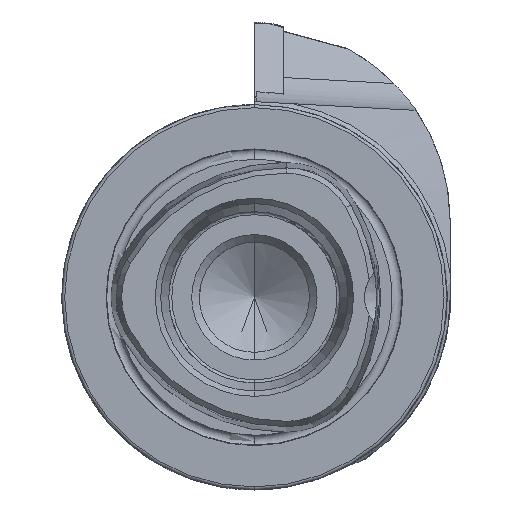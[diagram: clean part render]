
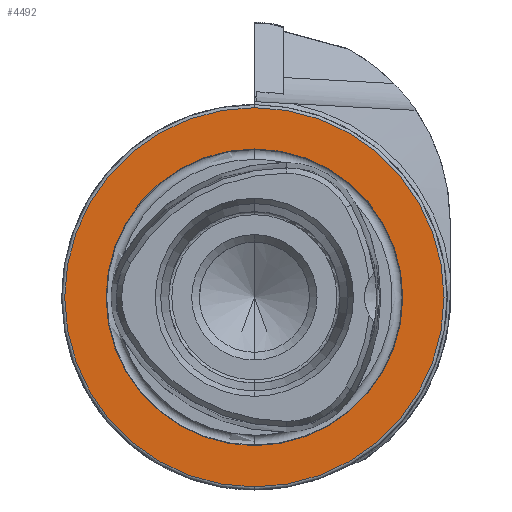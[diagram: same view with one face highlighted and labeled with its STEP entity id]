
A CAD part, left-side view. The second image highlights one B-rep face of the part: STEP entity #4492.
In plain terms, the highlighted planar face has unit normal (-1, 0, 0).
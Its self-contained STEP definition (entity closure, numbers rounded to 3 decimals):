
#75 = DIRECTION ( 'NONE',  ( -1., 0., 0. ) ) ;
#115 = DIRECTION ( 'NONE',  ( 0., 0., 1. ) ) ;
#275 = AXIS2_PLACEMENT_3D ( 'NONE', #6495, #75, #115 ) ;
#373 = ORIENTED_EDGE ( 'NONE', *, *, #1274, .F. ) ;
#1274 = EDGE_CURVE ( 'NONE', #4306, #2304, #1615, .T. ) ;
#1360 = DIRECTION ( 'NONE',  ( 1., 0., 0. ) ) ;
#1397 = AXIS2_PLACEMENT_3D ( 'NONE', #5046, #2178, #4151 ) ;
#1546 = CARTESIAN_POINT ( 'NONE',  ( 0., 0., 31. ) ) ;
#1615 = CIRCLE ( 'NONE', #2397, 24.25 ) ;
#1642 = EDGE_CURVE ( 'NONE', #3399, #2147, #8033, .T. ) ;
#2147 = VERTEX_POINT ( 'NONE', #1546 ) ;
#2157 = EDGE_CURVE ( 'NONE', #2147, #3399, #5794, .T. ) ;
#2178 = DIRECTION ( 'NONE',  ( -1., 0., 0. ) ) ;
#2304 = VERTEX_POINT ( 'NONE', #7615 ) ;
#2397 = AXIS2_PLACEMENT_3D ( 'NONE', #6052, #8941, #2431 ) ;
#2431 = DIRECTION ( 'NONE',  ( 0., 0., 1. ) ) ;
#2839 = CARTESIAN_POINT ( 'NONE',  ( 0., 24.25, 0. ) ) ;
#2904 = DIRECTION ( 'NONE',  ( 0., 0., 1. ) ) ;
#3383 = EDGE_LOOP ( 'NONE', ( #5210, #373 ) ) ;
#3399 = VERTEX_POINT ( 'NONE', #3910 ) ;
#3500 = FACE_BOUND ( 'NONE', #3383, .T. ) ;
#3669 = CARTESIAN_POINT ( 'NONE',  ( 0., 0., 0. ) ) ;
#3910 = CARTESIAN_POINT ( 'NONE',  ( 0., 0., -31. ) ) ;
#4151 = DIRECTION ( 'NONE',  ( 0., 0., 1. ) ) ;
#4306 = VERTEX_POINT ( 'NONE', #5425 ) ;
#4492 = ADVANCED_FACE ( 'NONE', ( #3500, #7194 ), #9317, .F. ) ;
#4538 = ORIENTED_EDGE ( 'NONE', *, *, #1642, .T. ) ;
#5046 = CARTESIAN_POINT ( 'NONE',  ( 0., 0., 0. ) ) ;
#5210 = ORIENTED_EDGE ( 'NONE', *, *, #8347, .F. ) ;
#5425 = CARTESIAN_POINT ( 'NONE',  ( 0., 0., -24.25 ) ) ;
#5794 = CIRCLE ( 'NONE', #8270, 31. ) ;
#6052 = CARTESIAN_POINT ( 'NONE',  ( 0., 0., 0. ) ) ;
#6170 = AXIS2_PLACEMENT_3D ( 'NONE', #2839, #1360, #6490 ) ;
#6420 = EDGE_LOOP ( 'NONE', ( #8871, #4538 ) ) ;
#6490 = DIRECTION ( 'NONE',  ( 0., 0., -1. ) ) ;
#6495 = CARTESIAN_POINT ( 'NONE',  ( 0., 0., 0. ) ) ;
#7194 = FACE_OUTER_BOUND ( 'NONE', #6420, .T. ) ;
#7615 = CARTESIAN_POINT ( 'NONE',  ( 0., 0., 24.25 ) ) ;
#7661 = CIRCLE ( 'NONE', #275, 24.25 ) ;
#7956 = DIRECTION ( 'NONE',  ( -1., 0., 0. ) ) ;
#8033 = CIRCLE ( 'NONE', #1397, 31. ) ;
#8270 = AXIS2_PLACEMENT_3D ( 'NONE', #3669, #7956, #2904 ) ;
#8347 = EDGE_CURVE ( 'NONE', #2304, #4306, #7661, .T. ) ;
#8871 = ORIENTED_EDGE ( 'NONE', *, *, #2157, .T. ) ;
#8941 = DIRECTION ( 'NONE',  ( -1., 0., 0. ) ) ;
#9317 = PLANE ( 'NONE',  #6170 ) ;
